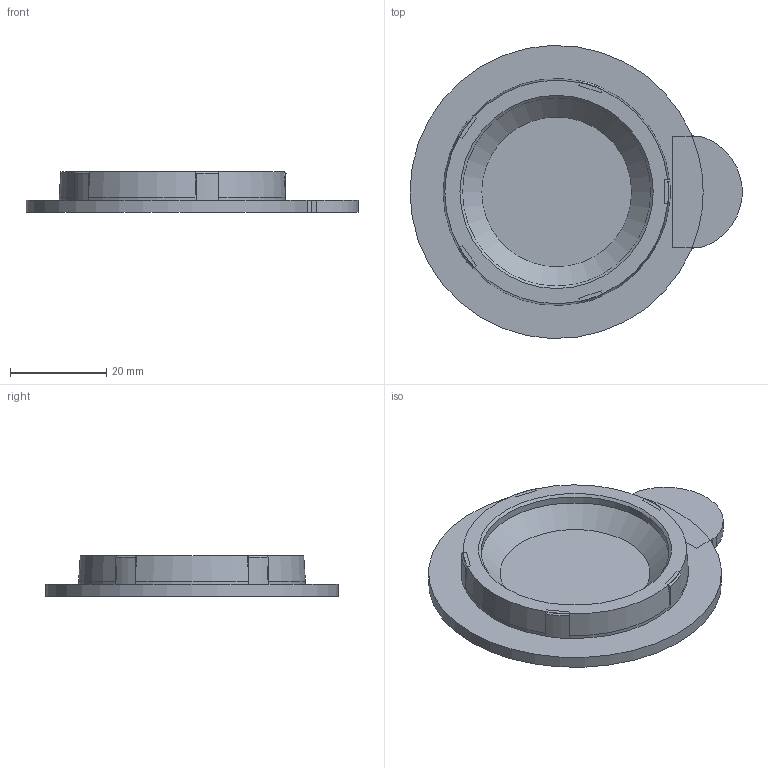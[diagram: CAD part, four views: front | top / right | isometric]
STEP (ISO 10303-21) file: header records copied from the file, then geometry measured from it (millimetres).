
FILE_DESCRIPTION(('FreeCAD Model'),'2;1');
FILE_NAME('Open CASCADE Shape Model','2025-06-15T20:10:31',(''),(''), 'Open CASCADE STEP processor 7.8','FreeCAD','Unknown');
FILE_SCHEMA(('AUTOMOTIVE_DESIGN { 1 0 10303 214 1 1 1 1 }'));
Length unit declared in the file: millimetre
Products named in the file (1): Body
Bounding box: 69.07 x 60.96 x 8.5 mm (x, y, z)
Volume: 11742.9 mm3; surface area: 7896.8 mm2
Topology: 1 solids, 1 shells, 57 faces, 140 edges, 87 vertices
Faces by surface type: plane 30, cylinder 15, cone 12
Full cylindrical faces by diameter (mm): 39.2 x1
Entity records: 3638 total; most frequent: CARTESIAN_POINT 737, DIRECTION 580, ORIENTED_EDGE 280, PCURVE 280, DEFINITIONAL_REPRESENTATION 280, LINE 246, VECTOR 246, EDGE_CURVE 140
